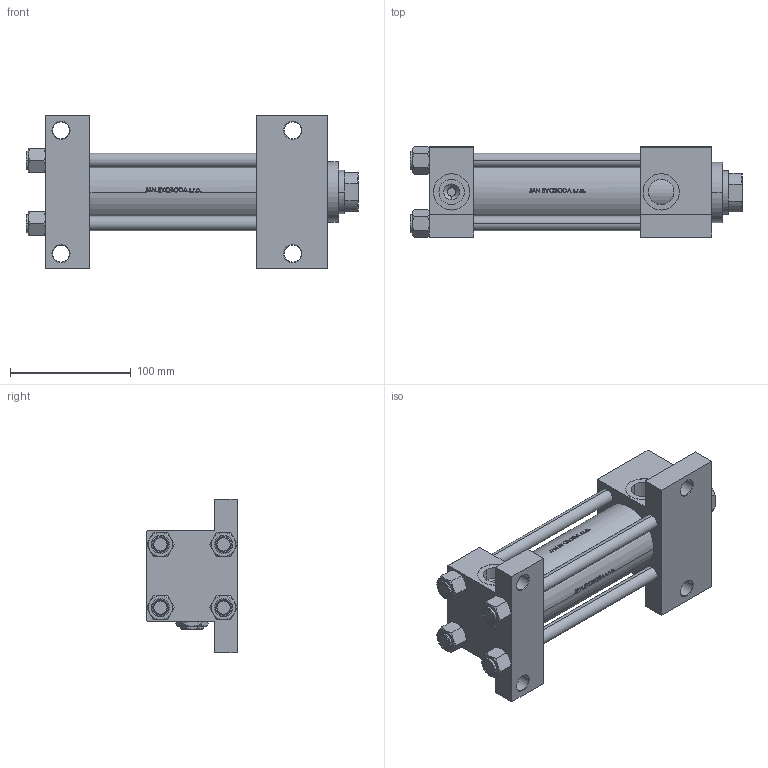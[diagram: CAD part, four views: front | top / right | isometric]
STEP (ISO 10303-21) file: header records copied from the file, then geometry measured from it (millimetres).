
FILE_DESCRIPTION (( 'STEP AP203' ), '1' );
FILE_NAME ('53a6.STEP', '2023-01-17T18:26:36', ( '' ), ( '' ), 'SwSTEP 2.0', 'SolidWorks 2019', '' );
FILE_SCHEMA (( 'CONFIG_CONTROL_DESIGN' ));
Length unit declared in the file: millimetre
Products named in the file (7): Zatka_pro_OIL_PORT 72737afc11ea57023635cbb4d521bad4; 53a6; V215CR_G_TYCINKA 72737afc11ea57023635cbb4d521bad4; NUT_M5_G 72737afc11ea57023635cbb4d521bad4; V215CR_VCP_G 72737afc11ea57023635cbb4d521bad4; V215CR_G_Body 72737afc11ea57023635cbb4d521bad4; V215_VC_A 72737afc11ea57023635cbb4d521bad4
Assembly tree (13 placements, depth 2):
  53a6
    V215CR_G_Body 72737afc11ea57023635cbb4d521bad4
    V215CR_VCP_G 72737afc11ea57023635cbb4d521bad4
    V215CR_G_TYCINKA 72737afc11ea57023635cbb4d521bad4  x4
    NUT_M5_G 72737afc11ea57023635cbb4d521bad4  x4
    V215_VC_A 72737afc11ea57023635cbb4d521bad4
    Zatka_pro_OIL_PORT 72737afc11ea57023635cbb4d521bad4  x2
Bounding box: 275 x 75.54 x 127 mm (x, y, z)
Volume: 932396.3 mm3; surface area: 220095.9 mm2
Topology: 13 solids, 13 shells, 1183 faces, 2970 edges, 1901 vertices
Faces by surface type: plane 477, bspline 380, cone 186, cylinder 132, torus 8
Entity records: 49493 total; most frequent: CARTESIAN_POINT 26613, ORIENTED_EDGE 5240, DIRECTION 3268, EDGE_CURVE 2620, VERTEX_POINT 1699, LINE 1336, VECTOR 1336, EDGE_LOOP 1131
